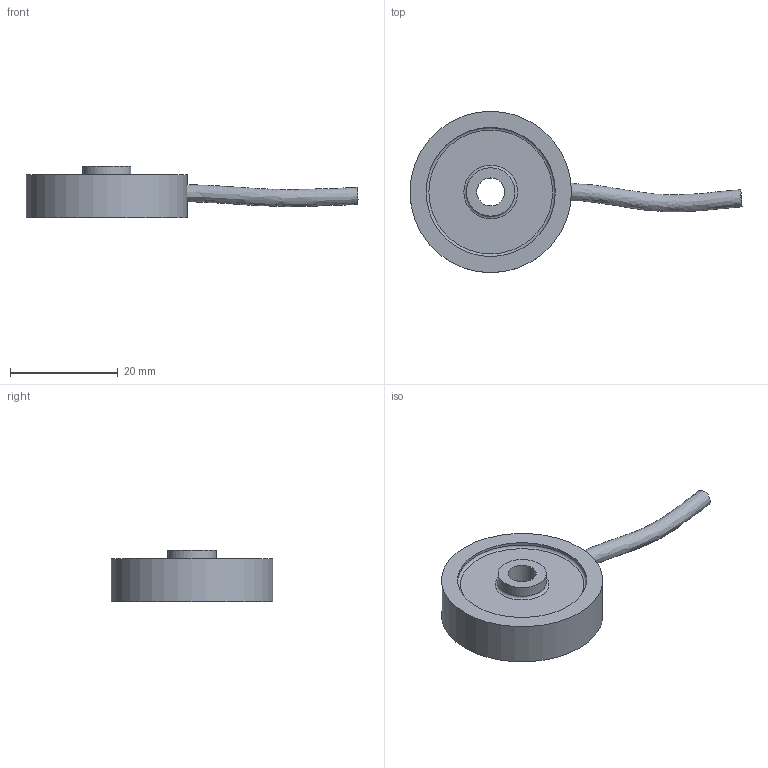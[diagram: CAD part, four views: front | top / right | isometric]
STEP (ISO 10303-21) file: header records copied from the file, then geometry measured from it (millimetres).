
FILE_DESCRIPTION( ( 'Unknown' ), '1' );
FILE_NAME( 'K14-0_05-0_5kN.stp', 'Unknown', ( 'Unknown' ), ( 'Unknown' ), 'PSStep 17.0.49', 'Unknown', ' ' );
FILE_SCHEMA( ( 'AUTOMOTIVE_DESIGN { 1 0 10303 214 1 1 1 1 }' ) );
Length unit declared in the file: millimetre
Products named in the file (3): Assem1; 2066-001_DOC-00064215; kabeldurchmesser 3_doc-00010703
Assembly tree (2 placements, depth 2):
  Assem1
    2066-001_DOC-00064215
    kabeldurchmesser 3_doc-00010703
Bounding box: 61.68 x 30 x 9.5 mm (x, y, z)
Volume: 4740.4 mm3; surface area: 2862.9 mm2
Topology: 2 solids, 2 shells, 16 faces, 26 edges, 17 vertices
Faces by surface type: plane 7, cylinder 6, torus 2, bspline 1
Full cylindrical faces by diameter (mm): 3.203 x1, 5.2 x1, 9 x1, 24 x1, 25 x1, 30 x1
Entity records: 777 total; most frequent: CARTESIAN_POINT 333, DIRECTION 64, AXIS2_PLACEMENT_3D 32, EDGE_LOOP 30, ORIENTED_EDGE 30, FACE_OUTER_BOUND 25, STYLED_ITEM 16, PRESENTATION_STYLE_ASSIGNMENT 16
